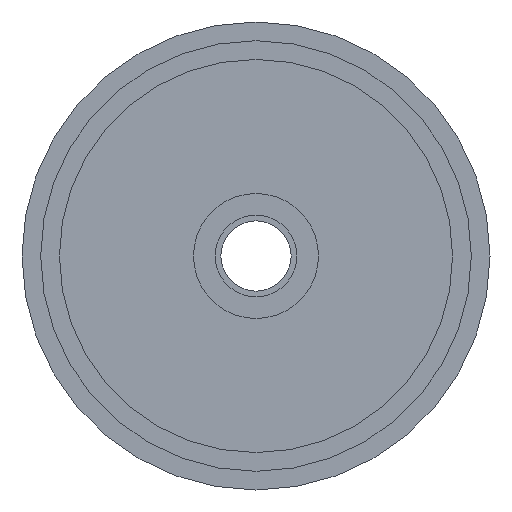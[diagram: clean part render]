
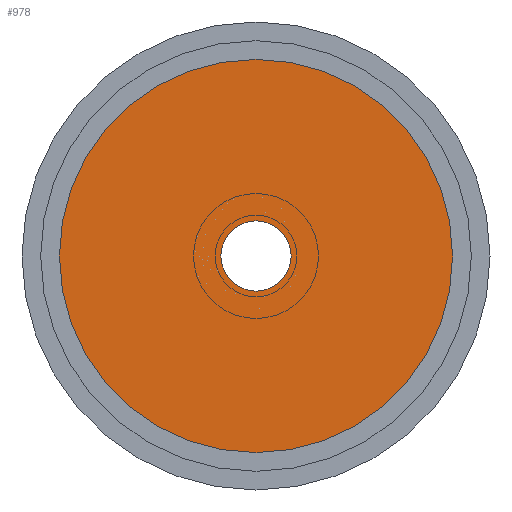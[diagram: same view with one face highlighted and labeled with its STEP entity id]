
A CAD part, front view. The second image highlights one B-rep face of the part: STEP entity #978.
In plain terms, the highlighted planar face has unit normal (0, -1, 0).
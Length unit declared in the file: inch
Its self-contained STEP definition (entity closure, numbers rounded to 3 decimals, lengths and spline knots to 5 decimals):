
#213 = CARTESIAN_POINT ( 'NONE',  ( -1.05, 0., 0. ) ) ;
#351 = ORIENTED_EDGE ( 'NONE', *, *, #890, .F. ) ;
#353 = ORIENTED_EDGE ( 'NONE', *, *, #882, .F. ) ;
#354 = ORIENTED_EDGE ( 'NONE', *, *, #888, .T. ) ;
#355 = ORIENTED_EDGE ( 'NONE', *, *, #885, .T. ) ;
#433 = CARTESIAN_POINT ( 'NONE',  ( 0., 0., 0.1875 ) ) ;
#434 = CARTESIAN_POINT ( 'NONE',  ( 0., 0., -0.1875 ) ) ;
#435 = CARTESIAN_POINT ( 'NONE',  ( 1.05, 0., 0. ) ) ;
#527 = PLANE ( 'NONE',  #845 ) ;
#528 = CARTESIAN_POINT ( 'NONE',  ( 0., 0., 0. ) ) ;
#529 = DIRECTION ( 'NONE',  ( 0., -1., 0. ) ) ;
#530 = DIRECTION ( 'NONE',  ( 1., 0., 0. ) ) ;
#585 = CARTESIAN_POINT ( 'NONE',  ( 0., 0., 0. ) ) ;
#586 = DIRECTION ( 'NONE',  ( 0., -1., 0. ) ) ;
#587 = DIRECTION ( 'NONE',  ( 0., 0., -1. ) ) ;
#734 = CIRCLE ( 'NONE', #758, 0.1875 ) ;
#735 = CIRCLE ( 'NONE', #761, 1.05 ) ;
#737 = CIRCLE ( 'NONE', #764, 1.05 ) ;
#739 = CIRCLE ( 'NONE', #745, 0.1875 ) ;
#745 = AXIS2_PLACEMENT_3D ( 'NONE', #585, #586, #587 ) ;
#758 = AXIS2_PLACEMENT_3D ( 'NONE', #1253, #1254, #1255 ) ;
#761 = AXIS2_PLACEMENT_3D ( 'NONE', #1256, #1263, #1264 ) ;
#764 = AXIS2_PLACEMENT_3D ( 'NONE', #1268, #1272, #1273 ) ;
#835 = FACE_BOUND ( 'NONE', #932, .T. ) ;
#842 = FACE_OUTER_BOUND ( 'NONE', #933, .T. ) ;
#845 = AXIS2_PLACEMENT_3D ( 'NONE', #528, #529, #530 ) ;
#882 = EDGE_CURVE ( 'NONE', #971, #972, #734, .T. ) ;
#885 = EDGE_CURVE ( 'NONE', #973, #1070, #735, .T. ) ;
#888 = EDGE_CURVE ( 'NONE', #1070, #973, #737, .T. ) ;
#890 = EDGE_CURVE ( 'NONE', #972, #971, #739, .T. ) ;
#932 = EDGE_LOOP ( 'NONE', ( #351, #353 ) ) ;
#933 = EDGE_LOOP ( 'NONE', ( #354, #355 ) ) ;
#971 = VERTEX_POINT ( 'NONE', #433 ) ;
#972 = VERTEX_POINT ( 'NONE', #434 ) ;
#973 = VERTEX_POINT ( 'NONE', #435 ) ;
#978 = ADVANCED_FACE ( 'NONE', ( #835, #842 ), #527, .T. ) ;
#1070 = VERTEX_POINT ( 'NONE', #213 ) ;
#1253 = CARTESIAN_POINT ( 'NONE',  ( 0., 0., 0. ) ) ;
#1254 = DIRECTION ( 'NONE',  ( 0., -1., 0. ) ) ;
#1255 = DIRECTION ( 'NONE',  ( 0., 0., -1. ) ) ;
#1256 = CARTESIAN_POINT ( 'NONE',  ( 0., 0., 0. ) ) ;
#1263 = DIRECTION ( 'NONE',  ( 0., -1., 0. ) ) ;
#1264 = DIRECTION ( 'NONE',  ( 1., 0., 0. ) ) ;
#1268 = CARTESIAN_POINT ( 'NONE',  ( 0., 0., 0. ) ) ;
#1272 = DIRECTION ( 'NONE',  ( 0., -1., 0. ) ) ;
#1273 = DIRECTION ( 'NONE',  ( 1., 0., 0. ) ) ;
